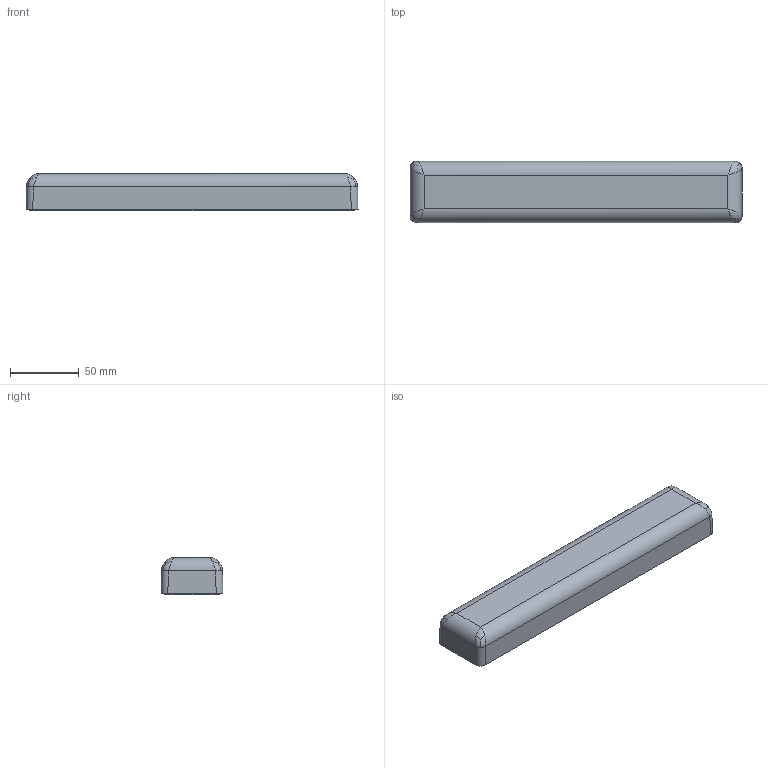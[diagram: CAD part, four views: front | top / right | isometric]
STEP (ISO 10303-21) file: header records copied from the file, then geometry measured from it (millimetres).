
FILE_DESCRIPTION(('Creo Elements/Direct Modeling STEP Export'),'2;1');
FILE_NAME('WSS2GA2BAT.stp','2017-06-06T11:25:17',('Palle Edslev '),('EDSLEV A/S'),'Creo Elements/Direct Modeling STEP processor for AP214 (Solid Model)','Creo Elements/Direct Modeling 18.1H 24-Oct-2015 (C) Parametric Technology GmbH','');
FILE_SCHEMA(('AUTOMOTIVE_DESIGN { 1 0 10303 214 1 1 1 1 }'));
Length unit declared in the file: millimetre
Products named in the file (1): WSS2GA2BAT
Bounding box: 242.17 x 45.17 x 27 mm (x, y, z)
Volume: 274192.1 mm3; surface area: 36838.9 mm2
Topology: 1 solids, 1 shells, 83 faces, 226 edges, 148 vertices
Faces by surface type: plane 40, cylinder 16, bspline 14, cone 13
Entity records: 3592 total; most frequent: CARTESIAN_POINT 1637, ORIENTED_EDGE 452, DIRECTION 331, EDGE_CURVE 226, VERTEX_POINT 148, VECTOR 131, LINE 131, AXIS2_PLACEMENT_3D 100
